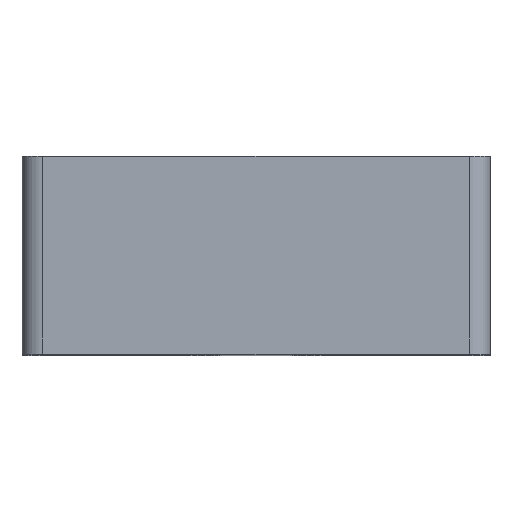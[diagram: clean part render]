
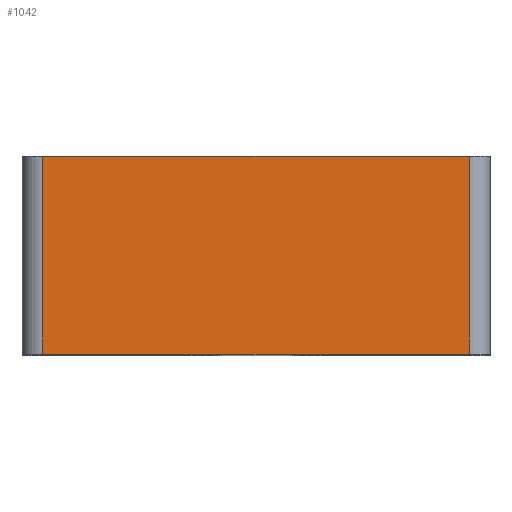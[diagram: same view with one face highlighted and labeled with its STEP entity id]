
A CAD part, top view. The second image highlights one B-rep face of the part: STEP entity #1042.
In plain terms, the highlighted planar face has unit normal (0, 0, 1).
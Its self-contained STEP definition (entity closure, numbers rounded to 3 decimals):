
#61=DIRECTION('',(1.,0.,0.));
#62=VECTOR('',#61,41.);
#63=CARTESIAN_POINT('',(-20.5,0.,41.5));
#64=LINE('',#63,#62);
#150=DIRECTION('',(0.,-1.,0.));
#151=VECTOR('',#150,19.);
#152=CARTESIAN_POINT('',(20.5,19.,41.5));
#153=LINE('',#152,#151);
#154=DIRECTION('',(0.,-1.,0.));
#155=VECTOR('',#154,19.);
#156=CARTESIAN_POINT('',(-20.5,19.,41.5));
#157=LINE('',#156,#155);
#256=DIRECTION('',(1.,0.,0.));
#257=VECTOR('',#256,41.);
#258=CARTESIAN_POINT('',(-20.5,19.,41.5));
#259=LINE('',#258,#257);
#707=CARTESIAN_POINT('',(20.5,0.,41.5));
#709=VERTEX_POINT('',#707);
#710=CARTESIAN_POINT('',(20.5,19.,41.5));
#711=VERTEX_POINT('',#710);
#714=CARTESIAN_POINT('',(-20.5,0.,41.5));
#716=VERTEX_POINT('',#714);
#720=CARTESIAN_POINT('',(-20.5,19.,41.5));
#721=VERTEX_POINT('',#720);
#1029=CARTESIAN_POINT('',(-22.5,0.,41.5));
#1030=DIRECTION('',(0.,0.,1.));
#1031=DIRECTION('',(1.,0.,0.));
#1032=AXIS2_PLACEMENT_3D('',#1029,#1030,#1031);
#1033=PLANE('',#1032);
#1034=ORIENTED_EDGE('',*,*,#1021,.T.);
#1035=ORIENTED_EDGE('',*,*,#849,.F.);
#1037=ORIENTED_EDGE('',*,*,#1036,.F.);
#1039=ORIENTED_EDGE('',*,*,#1038,.T.);
#1040=EDGE_LOOP('',(#1034,#1035,#1037,#1039));
#1041=FACE_OUTER_BOUND('',#1040,.F.);
#1042=ADVANCED_FACE('',(#1041),#1033,.T.);
#849=EDGE_CURVE('',#716,#709,#64,.T.);
#1021=EDGE_CURVE('',#711,#709,#153,.T.);
#1036=EDGE_CURVE('',#721,#716,#157,.T.);
#1038=EDGE_CURVE('',#721,#711,#259,.T.);
